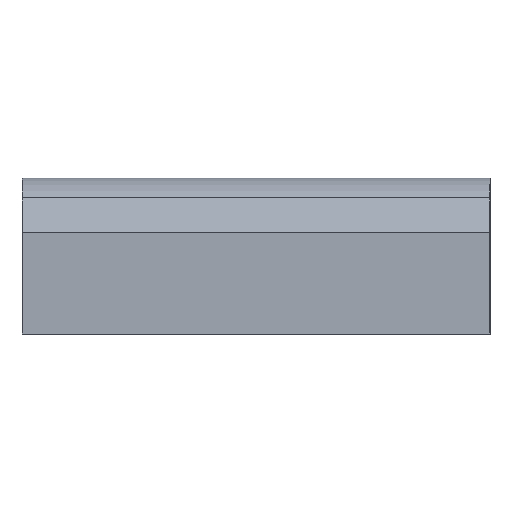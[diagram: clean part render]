
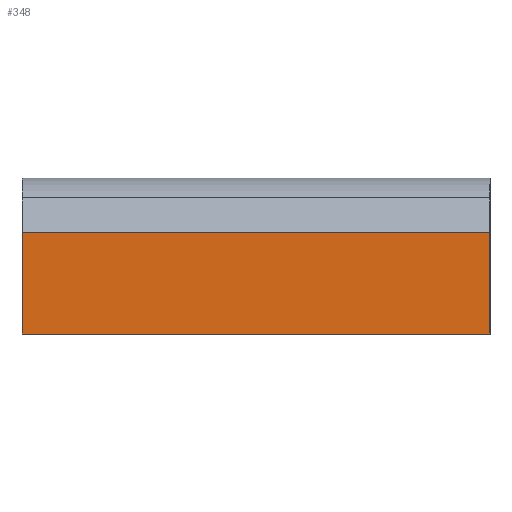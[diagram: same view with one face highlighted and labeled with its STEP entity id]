
A CAD part, left-side view. The second image highlights one B-rep face of the part: STEP entity #348.
In plain terms, the highlighted planar face has unit normal (-1, 0, 0).
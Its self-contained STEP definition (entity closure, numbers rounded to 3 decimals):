
#26=PLANE('',#388);
#44=FACE_OUTER_BOUND('',#62,.T.);
#62=EDGE_LOOP('',(#305,#306,#307,#308));
#77=LINE('',#521,#117);
#83=LINE('',#537,#123);
#102=LINE('',#579,#142);
#103=LINE('',#580,#143);
#117=VECTOR('',#419,10.);
#123=VECTOR('',#433,10.);
#142=VECTOR('',#478,10.);
#143=VECTOR('',#479,10.);
#167=VERTEX_POINT('',#518);
#168=VERTEX_POINT('',#520);
#174=VERTEX_POINT('',#536);
#184=VERTEX_POINT('',#578);
#201=EDGE_CURVE('',#168,#167,#77,.T.);
#209=EDGE_CURVE('',#174,#168,#83,.T.);
#230=EDGE_CURVE('',#184,#167,#102,.T.);
#231=EDGE_CURVE('',#174,#184,#103,.T.);
#305=ORIENTED_EDGE('',*,*,#209,.T.);
#306=ORIENTED_EDGE('',*,*,#201,.T.);
#307=ORIENTED_EDGE('',*,*,#230,.F.);
#308=ORIENTED_EDGE('',*,*,#231,.F.);
#348=ADVANCED_FACE('',(#44),#26,.T.);
#388=AXIS2_PLACEMENT_3D('',#577,#476,#477);
#419=DIRECTION('',(0.,0.,1.));
#433=DIRECTION('',(0.,-1.,0.));
#476=DIRECTION('center_axis',(-1.,0.,0.));
#477=DIRECTION('ref_axis',(0.,-1.,0.));
#478=DIRECTION('',(0.,-1.,0.));
#479=DIRECTION('',(0.,0.,1.));
#518=CARTESIAN_POINT('',(-3.15,-1.5,0.65));
#520=CARTESIAN_POINT('',(-3.15,-1.5,0.));
#521=CARTESIAN_POINT('',(-3.15,-1.5,0.));
#536=CARTESIAN_POINT('',(-3.15,1.5,0.));
#537=CARTESIAN_POINT('',(-3.15,1.5,0.));
#577=CARTESIAN_POINT('Origin',(-3.15,1.5,0.));
#578=CARTESIAN_POINT('',(-3.15,1.5,0.65));
#579=CARTESIAN_POINT('',(-3.15,1.5,0.65));
#580=CARTESIAN_POINT('',(-3.15,1.5,0.));
